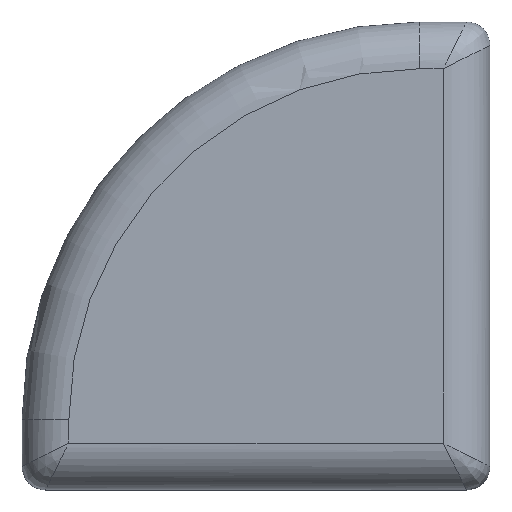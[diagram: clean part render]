
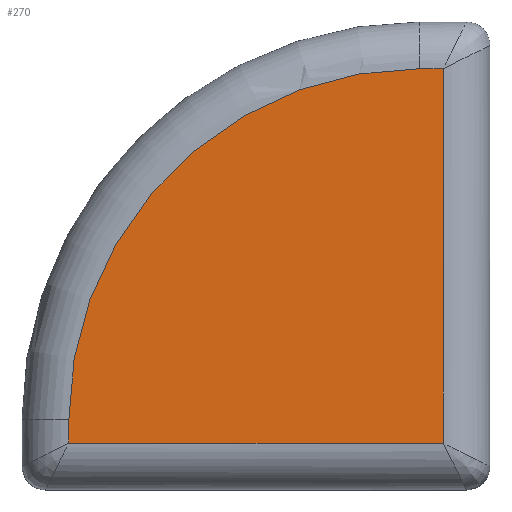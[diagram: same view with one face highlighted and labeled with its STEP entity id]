
A CAD part, top view. The second image highlights one B-rep face of the part: STEP entity #270.
In plain terms, the highlighted planar face has unit normal (0, 0, 1).
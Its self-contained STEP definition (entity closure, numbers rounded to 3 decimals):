
#17=PLANE('',#320);
#23=LINE('',#528,#43);
#24=LINE('',#531,#44);
#26=LINE('',#539,#46);
#28=LINE('',#542,#48);
#43=VECTOR('',#353,10.);
#44=VECTOR('',#356,10.);
#46=VECTOR('',#368,10.);
#48=VECTOR('',#372,10.);
#82=FACE_OUTER_BOUND('',#100,.T.);
#100=EDGE_LOOP('',(#226,#227,#228,#229,#230));
#111=CIRCLE('',#310,15.);
#124=VERTEX_POINT('',#446);
#127=VERTEX_POINT('',#482);
#130=VERTEX_POINT('',#518);
#133=VERTEX_POINT('',#526);
#134=VERTEX_POINT('',#530);
#155=EDGE_CURVE('',#133,#124,#23,.T.);
#156=EDGE_CURVE('',#130,#134,#24,.T.);
#159=EDGE_CURVE('',#134,#133,#111,.T.);
#161=EDGE_CURVE('',#127,#130,#26,.T.);
#163=EDGE_CURVE('',#124,#127,#28,.T.);
#226=ORIENTED_EDGE('',*,*,#156,.F.);
#227=ORIENTED_EDGE('',*,*,#161,.F.);
#228=ORIENTED_EDGE('',*,*,#163,.F.);
#229=ORIENTED_EDGE('',*,*,#155,.F.);
#230=ORIENTED_EDGE('',*,*,#159,.F.);
#270=ADVANCED_FACE('',(#82),#17,.T.);
#310=AXIS2_PLACEMENT_3D('',#536,#362,#363);
#320=AXIS2_PLACEMENT_3D('',#562,#393,#394);
#353=DIRECTION('',(1.,0.,0.));
#356=DIRECTION('',(0.,1.,0.));
#362=DIRECTION('center_axis',(0.,0.,-1.));
#363=DIRECTION('ref_axis',(-0.707,0.707,0.));
#368=DIRECTION('',(-1.,0.,0.));
#372=DIRECTION('',(0.,-1.,0.));
#393=DIRECTION('center_axis',(0.,0.,1.));
#394=DIRECTION('ref_axis',(1.,0.,0.));
#446=CARTESIAN_POINT('',(17.,18.,2.));
#482=CARTESIAN_POINT('',(17.,2.,2.));
#518=CARTESIAN_POINT('',(1.,2.,2.));
#526=CARTESIAN_POINT('',(16.,18.,2.));
#528=CARTESIAN_POINT('',(14.372,18.,2.));
#530=CARTESIAN_POINT('',(1.,3.,2.));
#531=CARTESIAN_POINT('',(1.,5.628,2.));
#536=CARTESIAN_POINT('Origin',(16.,3.,2.));
#539=CARTESIAN_POINT('',(5.372,2.,2.));
#542=CARTESIAN_POINT('',(17.,4.628,2.));
#562=CARTESIAN_POINT('Origin',(10.743,8.257,2.));
